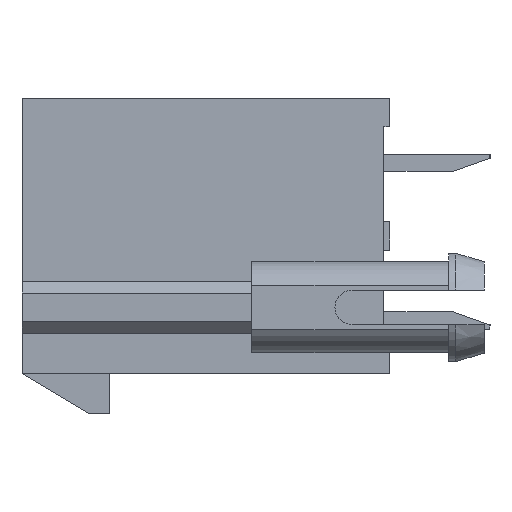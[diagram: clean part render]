
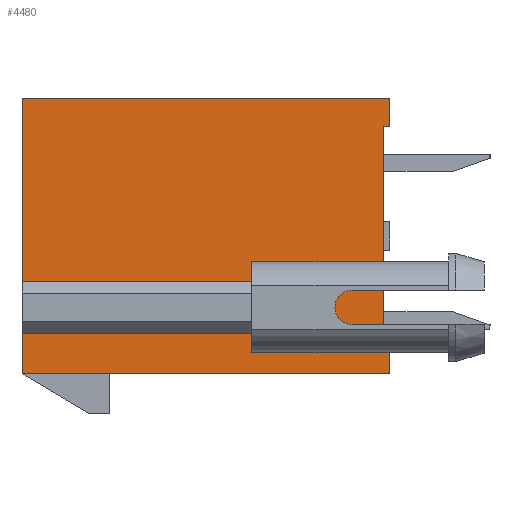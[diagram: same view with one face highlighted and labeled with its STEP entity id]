
A CAD part, left-side view. The second image highlights one B-rep face of the part: STEP entity #4480.
In plain terms, the highlighted planar face has unit normal (-1, 0, 0).
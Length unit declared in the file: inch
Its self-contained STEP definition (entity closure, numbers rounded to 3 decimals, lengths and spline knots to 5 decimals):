
#61 = LINE ( 'NONE', #16275, #15501 ) ;
#78 = LINE ( 'NONE', #10753, #4087 ) ;
#147 = VECTOR ( 'NONE', #12006, 39.37008 ) ;
#297 = LINE ( 'NONE', #12229, #3248 ) ;
#349 = VERTEX_POINT ( 'NONE', #5216 ) ;
#687 = ORIENTED_EDGE ( 'NONE', *, *, #8540, .T. ) ;
#841 = VERTEX_POINT ( 'NONE', #18255 ) ;
#950 = EDGE_CURVE ( 'NONE', #18277, #349, #3931, .T. ) ;
#1026 = CARTESIAN_POINT ( 'NONE',  ( -0.76772, 0.50394, -0.13346 ) ) ;
#1089 = VECTOR ( 'NONE', #5848, 39.37008 ) ;
#1135 = CARTESIAN_POINT ( 'NONE',  ( -0.76772, 0.18898, -0.13346 ) ) ;
#1507 = ORIENTED_EDGE ( 'NONE', *, *, #950, .F. ) ;
#1672 = ORIENTED_EDGE ( 'NONE', *, *, #16412, .T. ) ;
#1883 = VERTEX_POINT ( 'NONE', #11908 ) ;
#1959 = CARTESIAN_POINT ( 'NONE',  ( -0.76772, 0.18898, -0.05335 ) ) ;
#1975 = CARTESIAN_POINT ( 'NONE',  ( -0.76772, 0., 0.14961 ) ) ;
#2068 = CARTESIAN_POINT ( 'NONE',  ( -0.76772, 0.00787, 0.14961 ) ) ;
#2131 = FACE_OUTER_BOUND ( 'NONE', #20238, .T. ) ;
#2162 = CARTESIAN_POINT ( 'NONE',  ( -0.76772, 0.18898, -0.07835 ) ) ;
#2248 = EDGE_CURVE ( 'NONE', #349, #16366, #4356, .T. ) ;
#2484 = AXIS2_PLACEMENT_3D ( 'NONE', #19207, #7407, #9041 ) ;
#3007 = VECTOR ( 'NONE', #4239, 39.37008 ) ;
#3037 = DIRECTION ( 'NONE',  ( 0., -1., 0. ) ) ;
#3248 = VECTOR ( 'NONE', #17348, 39.37008 ) ;
#3918 = EDGE_CURVE ( 'NONE', #7011, #16833, #17333, .T. ) ;
#3931 = LINE ( 'NONE', #1975, #16942 ) ;
#3937 = CARTESIAN_POINT ( 'NONE',  ( -0.76772, 0.50394, -0.14272 ) ) ;
#3949 = DIRECTION ( 'NONE',  ( 0., 1., 0. ) ) ;
#3971 = ORIENTED_EDGE ( 'NONE', *, *, #21007, .F. ) ;
#4070 = LINE ( 'NONE', #21297, #3007 ) ;
#4079 = CARTESIAN_POINT ( 'NONE',  ( -0.76772, 0.18898, -0.05335 ) ) ;
#4087 = VECTOR ( 'NONE', #3949, 39.37008 ) ;
#4239 = DIRECTION ( 'NONE',  ( 0., 1., 0. ) ) ;
#4356 = LINE ( 'NONE', #9527, #17893 ) ;
#4480 = ADVANCED_FACE ( 'NONE', ( #2131 ), #5654, .F. ) ;
#4610 = CARTESIAN_POINT ( 'NONE',  ( -0.76772, 0.18898, -0.0626 ) ) ;
#4714 = VECTOR ( 'NONE', #6151, 39.37008 ) ;
#4962 = ORIENTED_EDGE ( 'NONE', *, *, #18771, .T. ) ;
#4979 = VERTEX_POINT ( 'NONE', #1135 ) ;
#5216 = CARTESIAN_POINT ( 'NONE',  ( -0.76772, 0., 0.14961 ) ) ;
#5296 = CARTESIAN_POINT ( 'NONE',  ( -0.76772, 0.18898, -0.13346 ) ) ;
#5625 = DIRECTION ( 'NONE',  ( 0., 1., 0. ) ) ;
#5654 = PLANE ( 'NONE',  #2484 ) ;
#5848 = DIRECTION ( 'NONE',  ( 0., 0., -1. ) ) ;
#6070 = ORIENTED_EDGE ( 'NONE', *, *, #3918, .F. ) ;
#6078 = CARTESIAN_POINT ( 'NONE',  ( -0.76772, 0.50394, -0.0626 ) ) ;
#6150 = VECTOR ( 'NONE', #12675, 39.37008 ) ;
#6151 = DIRECTION ( 'NONE',  ( 0., 1., 0. ) ) ;
#6341 = VECTOR ( 'NONE', #21548, 39.37008 ) ;
#6464 = ORIENTED_EDGE ( 'NONE', *, *, #15977, .F. ) ;
#6513 = LINE ( 'NONE', #2162, #14751 ) ;
#6752 = CARTESIAN_POINT ( 'NONE',  ( -0.76772, 0.18898, -0.14272 ) ) ;
#7011 = VERTEX_POINT ( 'NONE', #11883 ) ;
#7407 = DIRECTION ( 'NONE',  ( 1., 0., 0. ) ) ;
#8374 = DIRECTION ( 'NONE',  ( 0., -1., 0. ) ) ;
#8540 = EDGE_CURVE ( 'NONE', #13533, #12480, #6513, .T. ) ;
#8636 = CARTESIAN_POINT ( 'NONE',  ( -0.76772, 0., -0.18898 ) ) ;
#9041 = DIRECTION ( 'NONE',  ( 0., 0., -1. ) ) ;
#9305 = LINE ( 'NONE', #5296, #19138 ) ;
#9527 = CARTESIAN_POINT ( 'NONE',  ( -0.76772, 0., 0.14961 ) ) ;
#9692 = DIRECTION ( 'NONE',  ( 0., 0., -1. ) ) ;
#9923 = CARTESIAN_POINT ( 'NONE',  ( -0.76772, 0.00787, 0.18898 ) ) ;
#10735 = DIRECTION ( 'NONE',  ( 0., 0., -1. ) ) ;
#10753 = CARTESIAN_POINT ( 'NONE',  ( -0.76772, 0., -0.14961 ) ) ;
#11172 = VECTOR ( 'NONE', #9692, 39.37008 ) ;
#11302 = LINE ( 'NONE', #6752, #13169 ) ;
#11462 = VERTEX_POINT ( 'NONE', #17575 ) ;
#11850 = DIRECTION ( 'NONE',  ( 0., -1., 0. ) ) ;
#11883 = CARTESIAN_POINT ( 'NONE',  ( -0.76772, 0., -0.14961 ) ) ;
#11908 = CARTESIAN_POINT ( 'NONE',  ( -0.76772, 0.18898, -0.14272 ) ) ;
#11964 = LINE ( 'NONE', #4079, #6150 ) ;
#12006 = DIRECTION ( 'NONE',  ( 0., 0., -1. ) ) ;
#12229 = CARTESIAN_POINT ( 'NONE',  ( -0.76772, 0.18898, -0.12758 ) ) ;
#12480 = VERTEX_POINT ( 'NONE', #1959 ) ;
#12675 = DIRECTION ( 'NONE',  ( 0., -1., 0. ) ) ;
#13169 = VECTOR ( 'NONE', #11850, 39.37008 ) ;
#13498 = VERTEX_POINT ( 'NONE', #13682 ) ;
#13533 = VERTEX_POINT ( 'NONE', #4610 ) ;
#13583 = CARTESIAN_POINT ( 'NONE',  ( -0.76772, 0.00787, -0.24409 ) ) ;
#13682 = CARTESIAN_POINT ( 'NONE',  ( -0.76772, 0.50394, -0.18898 ) ) ;
#13844 = EDGE_CURVE ( 'NONE', #16366, #841, #15038, .T. ) ;
#13896 = EDGE_CURVE ( 'NONE', #1883, #11462, #11302, .T. ) ;
#14271 = ORIENTED_EDGE ( 'NONE', *, *, #2248, .F. ) ;
#14283 = LINE ( 'NONE', #6078, #4714 ) ;
#14393 = LINE ( 'NONE', #3937, #11172 ) ;
#14455 = ORIENTED_EDGE ( 'NONE', *, *, #15591, .F. ) ;
#14695 = DIRECTION ( 'NONE',  ( 0., 0., 1. ) ) ;
#14751 = VECTOR ( 'NONE', #18945, 39.37008 ) ;
#14774 = ORIENTED_EDGE ( 'NONE', *, *, #20172, .F. ) ;
#14922 = ORIENTED_EDGE ( 'NONE', *, *, #13844, .F. ) ;
#15038 = LINE ( 'NONE', #13583, #147 ) ;
#15235 = VECTOR ( 'NONE', #3037, 39.37008 ) ;
#15336 = EDGE_CURVE ( 'NONE', #7011, #841, #78, .T. ) ;
#15465 = EDGE_CURVE ( 'NONE', #16833, #13498, #4070, .T. ) ;
#15501 = VECTOR ( 'NONE', #14695, 39.37008 ) ;
#15529 = EDGE_CURVE ( 'NONE', #18454, #17610, #61, .T. ) ;
#15591 = EDGE_CURVE ( 'NONE', #17610, #18277, #19208, .T. ) ;
#15918 = LINE ( 'NONE', #21399, #6341 ) ;
#15977 = EDGE_CURVE ( 'NONE', #4979, #1883, #297, .T. ) ;
#16185 = CARTESIAN_POINT ( 'NONE',  ( -0.76772, 0.50394, 0.18898 ) ) ;
#16275 = CARTESIAN_POINT ( 'NONE',  ( -0.76772, 0.50394, -0.05335 ) ) ;
#16366 = VERTEX_POINT ( 'NONE', #2068 ) ;
#16412 = EDGE_CURVE ( 'NONE', #12480, #17726, #11964, .T. ) ;
#16484 = ORIENTED_EDGE ( 'NONE', *, *, #15336, .T. ) ;
#16833 = VERTEX_POINT ( 'NONE', #8636 ) ;
#16942 = VECTOR ( 'NONE', #10735, 39.37008 ) ;
#17114 = EDGE_CURVE ( 'NONE', #11462, #17726, #15918, .T. ) ;
#17333 = LINE ( 'NONE', #17630, #1089 ) ;
#17348 = DIRECTION ( 'NONE',  ( 0., 0., -1. ) ) ;
#17575 = CARTESIAN_POINT ( 'NONE',  ( -0.76772, 0.1063, -0.14272 ) ) ;
#17610 = VERTEX_POINT ( 'NONE', #16185 ) ;
#17630 = CARTESIAN_POINT ( 'NONE',  ( -0.76772, 0., -0.18898 ) ) ;
#17726 = VERTEX_POINT ( 'NONE', #18174 ) ;
#17893 = VECTOR ( 'NONE', #5625, 39.37008 ) ;
#18134 = ORIENTED_EDGE ( 'NONE', *, *, #17114, .F. ) ;
#18174 = CARTESIAN_POINT ( 'NONE',  ( -0.76772, 0.1063, -0.05335 ) ) ;
#18255 = CARTESIAN_POINT ( 'NONE',  ( -0.76772, 0.00787, -0.14961 ) ) ;
#18277 = VERTEX_POINT ( 'NONE', #19633 ) ;
#18454 = VERTEX_POINT ( 'NONE', #20209 ) ;
#18720 = VERTEX_POINT ( 'NONE', #1026 ) ;
#18771 = EDGE_CURVE ( 'NONE', #18720, #13498, #14393, .T. ) ;
#18945 = DIRECTION ( 'NONE',  ( 0., 0., 1. ) ) ;
#19138 = VECTOR ( 'NONE', #8374, 39.37008 ) ;
#19207 = CARTESIAN_POINT ( 'NONE',  ( -0.76772, 0., 0. ) ) ;
#19208 = LINE ( 'NONE', #9923, #15235 ) ;
#19595 = ORIENTED_EDGE ( 'NONE', *, *, #15465, .F. ) ;
#19633 = CARTESIAN_POINT ( 'NONE',  ( -0.76772, 0., 0.18898 ) ) ;
#20152 = ORIENTED_EDGE ( 'NONE', *, *, #13896, .F. ) ;
#20172 = EDGE_CURVE ( 'NONE', #13533, #18454, #14283, .T. ) ;
#20209 = CARTESIAN_POINT ( 'NONE',  ( -0.76772, 0.50394, -0.0626 ) ) ;
#20238 = EDGE_LOOP ( 'NONE', ( #19595, #6070, #16484, #14922, #14271, #1507, #14455, #21326, #14774, #687, #1672, #18134, #20152, #6464, #3971, #4962 ) ) ;
#21007 = EDGE_CURVE ( 'NONE', #18720, #4979, #9305, .T. ) ;
#21297 = CARTESIAN_POINT ( 'NONE',  ( -0.76772, 0.00787, -0.18898 ) ) ;
#21326 = ORIENTED_EDGE ( 'NONE', *, *, #15529, .F. ) ;
#21399 = CARTESIAN_POINT ( 'NONE',  ( -0.76772, 0.1063, 0. ) ) ;
#21548 = DIRECTION ( 'NONE',  ( 0., 0., 1. ) ) ;
